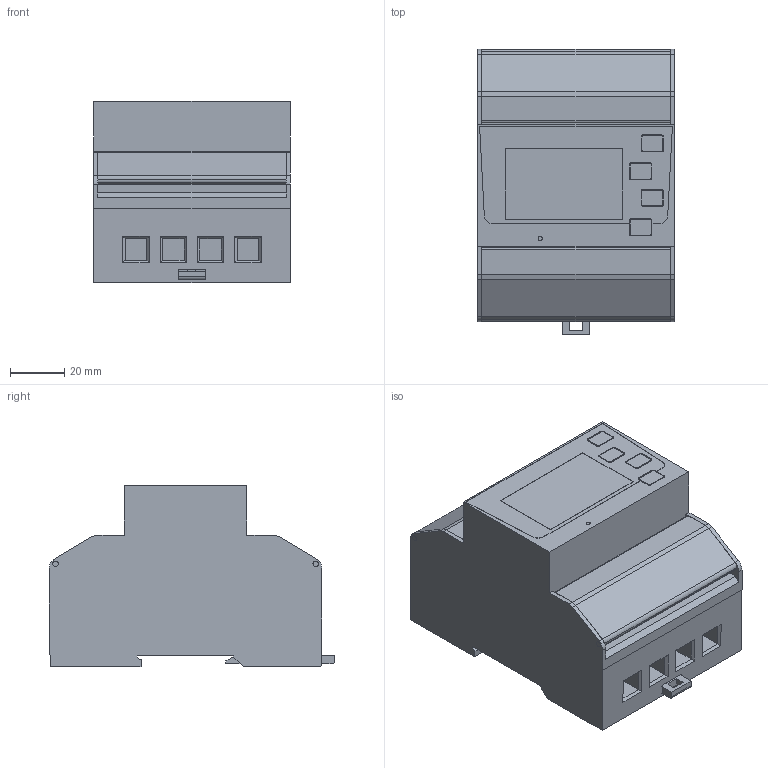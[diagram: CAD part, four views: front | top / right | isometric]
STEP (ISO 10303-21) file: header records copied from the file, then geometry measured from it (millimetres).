
FILE_DESCRIPTION(('CATIA V5 STEP Exchange','CAx-IF Rec.Pracs.--- Model Styling and Organization---1.4--- 2014-01-23'),'2;1');
FILE_NAME ('1175388-2_1', '2023-05-24T06:59:19+00:00', ('none'), ('Weidmueller'), 'CATIA Version 5-6 Release 2016 SP3 HF44', 'CATIA V5 STEP AP214', 'none');
FILE_SCHEMA(('AUTOMOTIVE_DESIGN { 1 0 10303 214 1 1 1 1 }'));
Length unit declared in the file: millimetre
Products named in the file (1): S3D_EM122_RTU_2P
Bounding box: 72.27 x 104.82 x 66.54 mm (x, y, z)
Volume: 353455.3 mm3; surface area: 57080 mm2
Topology: 14 solids, 14 shells, 560 faces, 1444 edges, 949 vertices
Faces by surface type: plane 407, cylinder 145, extrusion 8
Entity records: 16581 total; most frequent: CARTESIAN_POINT 2962, ORIENTED_EDGE 2888, DIRECTION 2205, EDGE_CURVE 1444, VECTOR 1061, LINE 1053, VERTEX_POINT 949, AXIS2_PLACEMENT_3D 718
